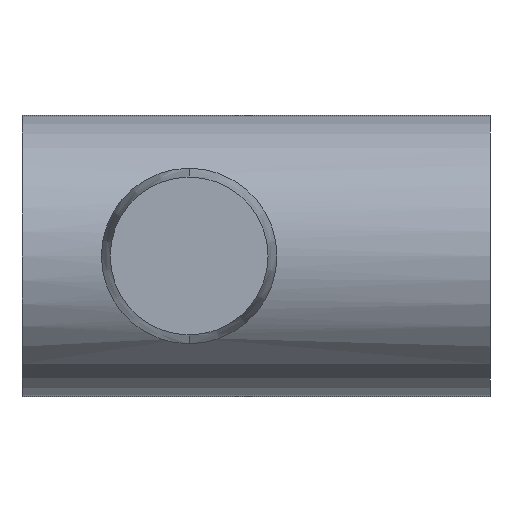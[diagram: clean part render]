
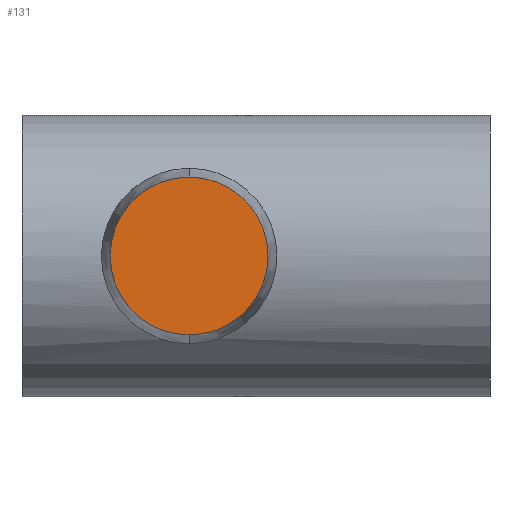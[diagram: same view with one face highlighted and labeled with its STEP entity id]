
A CAD part, left-side view. The second image highlights one B-rep face of the part: STEP entity #131.
In plain terms, the highlighted planar face has unit normal (-1, 0, 0).
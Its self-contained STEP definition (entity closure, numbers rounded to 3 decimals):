
#35 = DIRECTION ( 'NONE',  ( 0., 0., -1. ) ) ;
#50 = CARTESIAN_POINT ( 'NONE',  ( -50., 0., 0. ) ) ;
#75 = DIRECTION ( 'NONE',  ( 0., 0., 1. ) ) ;
#131 = ADVANCED_FACE ( 'NONE', ( #497 ), #588, .T. ) ;
#152 = AXIS2_PLACEMENT_3D ( 'NONE', #490, #1277, #35 ) ;
#275 = CARTESIAN_POINT ( 'NONE',  ( -50., 0., -4.721 ) ) ;
#490 = CARTESIAN_POINT ( 'NONE',  ( -50., 0., 0. ) ) ;
#491 = DIRECTION ( 'NONE',  ( 1., 0., 0. ) ) ;
#497 = FACE_OUTER_BOUND ( 'NONE', #973, .T. ) ;
#588 = PLANE ( 'NONE',  #1198 ) ;
#662 = EDGE_CURVE ( 'NONE', #952, #1035, #865, .T. ) ;
#830 = DIRECTION ( 'NONE',  ( 0., 0., -1. ) ) ;
#847 = ORIENTED_EDGE ( 'NONE', *, *, #959, .F. ) ;
#865 = CIRCLE ( 'NONE', #152, 4.721 ) ;
#952 = VERTEX_POINT ( 'NONE', #275 ) ;
#959 = EDGE_CURVE ( 'NONE', #1035, #952, #1105, .T. ) ;
#973 = EDGE_LOOP ( 'NONE', ( #1288, #847 ) ) ;
#1035 = VERTEX_POINT ( 'NONE', #1094 ) ;
#1094 = CARTESIAN_POINT ( 'NONE',  ( -50., 0., 4.721 ) ) ;
#1105 = CIRCLE ( 'NONE', #1161, 4.721 ) ;
#1161 = AXIS2_PLACEMENT_3D ( 'NONE', #50, #491, #830 ) ;
#1188 = CARTESIAN_POINT ( 'NONE',  ( -50., -2.361, 0. ) ) ;
#1198 = AXIS2_PLACEMENT_3D ( 'NONE', #1188, #1401, #75 ) ;
#1277 = DIRECTION ( 'NONE',  ( 1., 0., 0. ) ) ;
#1288 = ORIENTED_EDGE ( 'NONE', *, *, #662, .F. ) ;
#1401 = DIRECTION ( 'NONE',  ( -1., 0., 0. ) ) ;
